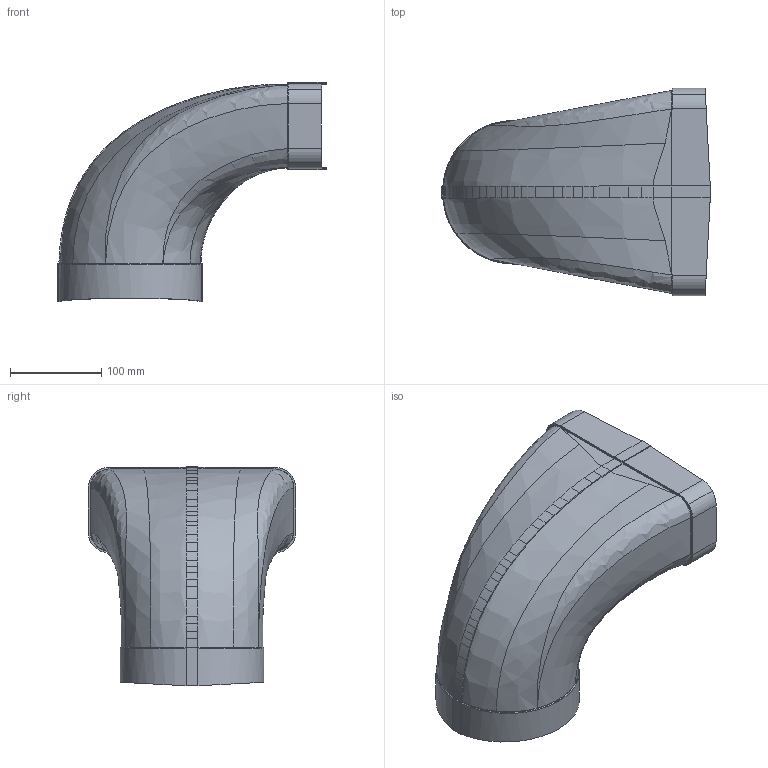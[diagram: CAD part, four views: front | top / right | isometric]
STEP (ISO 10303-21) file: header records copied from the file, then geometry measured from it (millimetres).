
FILE_DESCRIPTION(('STEP AP214'),'1');
FILE_NAME('ck.STP','2023-08-15T10:29:05',(' '),(' '),'Spatial InterOp 3D',' ',' ');
FILE_SCHEMA(('AUTOMOTIVE_DESIGN { 1 0 10303 214 1 1 1 1 }'));
Length unit declared in the file: millimetre
Products named in the file (2): 4043048_V F-Bion 150 Umlenkstück; ASSEM1
Assembly tree (1 placements, depth 2):
  4043048_V F-Bion 150 Umlenkstück
    ASSEM1
Bounding box: 293.7 x 226.84 x 240.11 mm (x, y, z)
Volume: 4858204.7 mm3; surface area: 256692.8 mm2
Topology: 1 solids, 1 shells, 148 faces, 412 edges, 266 vertices
Faces by surface type: cylinder 68, bspline 40, plane 38, torus 2
Entity records: 9344 total; most frequent: CARTESIAN_POINT 5684, ORIENTED_EDGE 824, DIRECTION 704, EDGE_CURVE 412, AXIS2_PLACEMENT_3D 270, VERTEX_POINT 266, LINE 164, VECTOR 164
